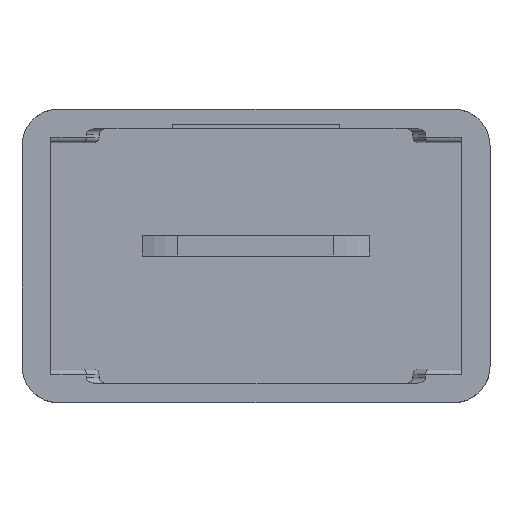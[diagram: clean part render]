
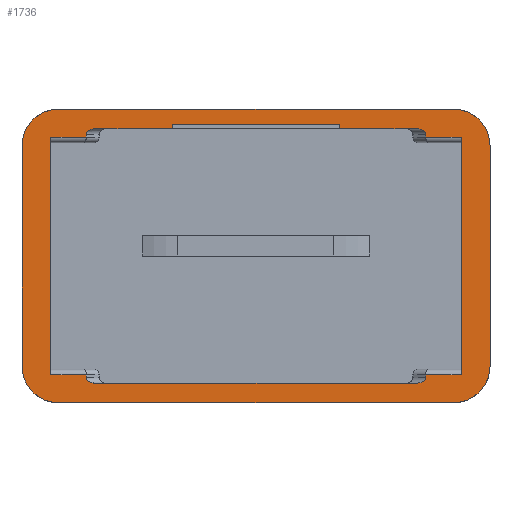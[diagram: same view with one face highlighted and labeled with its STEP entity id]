
A CAD part, top view. The second image highlights one B-rep face of the part: STEP entity #1736.
In plain terms, the highlighted planar face has unit normal (0, 0, 1).
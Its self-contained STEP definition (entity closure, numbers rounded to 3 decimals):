
#15=FACE_BOUND('',#309,.T.);
#62=ELLIPSE('',#1824,0.467,0.3);
#63=ELLIPSE('',#1826,0.467,0.3);
#73=ELLIPSE('',#1889,0.467,0.3);
#76=ELLIPSE('',#1897,0.467,0.3);
#121=PLANE('',#1898);
#206=FACE_OUTER_BOUND('',#308,.T.);
#308=EDGE_LOOP('',(#1446,#1447,#1448,#1449,#1450,#1451,#1452,#1453));
#309=EDGE_LOOP('',(#1454,#1455,#1456,#1457,#1458,#1459,#1460,#1461,#1462,
#1463,#1464,#1465,#1466,#1467,#1468,#1469,#1470,#1471,#1472,#1473));
#355=LINE('',#2740,#511);
#357=LINE('',#2753,#513);
#372=LINE('',#2797,#528);
#374=LINE('',#2801,#530);
#394=LINE('',#2848,#550);
#395=LINE('',#2851,#551);
#416=LINE('',#2899,#572);
#436=LINE('',#2947,#592);
#441=LINE('',#2960,#597);
#458=LINE('',#3000,#614);
#463=LINE('',#3010,#619);
#465=LINE('',#3015,#621);
#473=LINE('',#3043,#629);
#474=LINE('',#3047,#630);
#475=LINE('',#3050,#631);
#476=LINE('',#3052,#632);
#477=LINE('',#3053,#633);
#478=LINE('',#3054,#634);
#479=LINE('',#3056,#635);
#480=LINE('',#3057,#636);
#511=VECTOR('',#2027,10.);
#513=VECTOR('',#2043,10.);
#528=VECTOR('',#2082,10.);
#530=VECTOR('',#2086,10.);
#550=VECTOR('',#2130,10.);
#551=VECTOR('',#2133,10.);
#572=VECTOR('',#2180,10.);
#592=VECTOR('',#2222,10.);
#597=VECTOR('',#2233,10.);
#614=VECTOR('',#2272,10.);
#619=VECTOR('',#2281,10.);
#621=VECTOR('',#2285,10.);
#629=VECTOR('',#2317,10.);
#630=VECTOR('',#2320,10.);
#631=VECTOR('',#2323,10.);
#632=VECTOR('',#2324,10.);
#633=VECTOR('',#2325,10.);
#634=VECTOR('',#2326,10.);
#635=VECTOR('',#2327,10.);
#636=VECTOR('',#2328,10.);
#667=CIRCLE('',#1808,2.);
#668=CIRCLE('',#1810,2.);
#685=CIRCLE('',#1899,2.);
#686=CIRCLE('',#1900,2.);
#733=VERTEX_POINT('',#2727);
#734=VERTEX_POINT('',#2728);
#735=VERTEX_POINT('',#2733);
#736=VERTEX_POINT('',#2734);
#739=VERTEX_POINT('',#2751);
#740=VERTEX_POINT('',#2752);
#747=VERTEX_POINT('',#2769);
#748=VERTEX_POINT('',#2771);
#750=VERTEX_POINT('',#2776);
#751=VERTEX_POINT('',#2778);
#757=VERTEX_POINT('',#2796);
#758=VERTEX_POINT('',#2800);
#773=VERTEX_POINT('',#2846);
#774=VERTEX_POINT('',#2850);
#804=VERTEX_POINT('',#2942);
#805=VERTEX_POINT('',#2946);
#806=VERTEX_POINT('',#2950);
#822=VERTEX_POINT('',#2996);
#825=VERTEX_POINT('',#3008);
#826=VERTEX_POINT('',#3012);
#830=VERTEX_POINT('',#3023);
#834=VERTEX_POINT('',#3038);
#835=VERTEX_POINT('',#3042);
#836=VERTEX_POINT('',#3044);
#837=VERTEX_POINT('',#3046);
#838=VERTEX_POINT('',#3048);
#839=VERTEX_POINT('',#3051);
#840=VERTEX_POINT('',#3055);
#905=EDGE_CURVE('',#733,#734,#667,.T.);
#908=EDGE_CURVE('',#735,#736,#668,.T.);
#912=EDGE_CURVE('',#735,#734,#355,.T.);
#917=EDGE_CURVE('',#739,#740,#357,.T.);
#926=EDGE_CURVE('',#747,#748,#62,.T.);
#929=EDGE_CURVE('',#750,#751,#63,.T.);
#938=EDGE_CURVE('',#751,#757,#372,.T.);
#940=EDGE_CURVE('',#757,#758,#374,.T.);
#964=EDGE_CURVE('',#747,#773,#394,.T.);
#965=EDGE_CURVE('',#773,#774,#395,.T.);
#990=EDGE_CURVE('',#774,#758,#416,.T.);
#1013=EDGE_CURVE('',#804,#805,#436,.T.);
#1020=EDGE_CURVE('',#806,#805,#441,.T.);
#1040=EDGE_CURVE('',#822,#806,#458,.T.);
#1045=EDGE_CURVE('',#825,#822,#463,.T.);
#1047=EDGE_CURVE('',#826,#804,#465,.T.);
#1052=EDGE_CURVE('',#830,#826,#73,.T.);
#1059=EDGE_CURVE('',#825,#834,#76,.T.);
#1061=EDGE_CURVE('',#733,#835,#473,.T.);
#1062=EDGE_CURVE('',#836,#835,#685,.T.);
#1063=EDGE_CURVE('',#836,#837,#474,.T.);
#1064=EDGE_CURVE('',#838,#837,#686,.T.);
#1065=EDGE_CURVE('',#838,#736,#475,.T.);
#1066=EDGE_CURVE('',#839,#739,#476,.T.);
#1067=EDGE_CURVE('',#740,#748,#477,.T.);
#1068=EDGE_CURVE('',#750,#834,#478,.T.);
#1069=EDGE_CURVE('',#830,#840,#479,.T.);
#1070=EDGE_CURVE('',#840,#839,#480,.T.);
#1446=ORIENTED_EDGE('',*,*,#1061,.T.);
#1447=ORIENTED_EDGE('',*,*,#1062,.F.);
#1448=ORIENTED_EDGE('',*,*,#1063,.T.);
#1449=ORIENTED_EDGE('',*,*,#1064,.F.);
#1450=ORIENTED_EDGE('',*,*,#1065,.T.);
#1451=ORIENTED_EDGE('',*,*,#908,.F.);
#1452=ORIENTED_EDGE('',*,*,#912,.T.);
#1453=ORIENTED_EDGE('',*,*,#905,.F.);
#1454=ORIENTED_EDGE('',*,*,#1066,.T.);
#1455=ORIENTED_EDGE('',*,*,#917,.T.);
#1456=ORIENTED_EDGE('',*,*,#1067,.T.);
#1457=ORIENTED_EDGE('',*,*,#926,.F.);
#1458=ORIENTED_EDGE('',*,*,#964,.T.);
#1459=ORIENTED_EDGE('',*,*,#965,.T.);
#1460=ORIENTED_EDGE('',*,*,#990,.T.);
#1461=ORIENTED_EDGE('',*,*,#940,.F.);
#1462=ORIENTED_EDGE('',*,*,#938,.F.);
#1463=ORIENTED_EDGE('',*,*,#929,.F.);
#1464=ORIENTED_EDGE('',*,*,#1068,.T.);
#1465=ORIENTED_EDGE('',*,*,#1059,.F.);
#1466=ORIENTED_EDGE('',*,*,#1045,.T.);
#1467=ORIENTED_EDGE('',*,*,#1040,.T.);
#1468=ORIENTED_EDGE('',*,*,#1020,.T.);
#1469=ORIENTED_EDGE('',*,*,#1013,.F.);
#1470=ORIENTED_EDGE('',*,*,#1047,.F.);
#1471=ORIENTED_EDGE('',*,*,#1052,.F.);
#1472=ORIENTED_EDGE('',*,*,#1069,.T.);
#1473=ORIENTED_EDGE('',*,*,#1070,.T.);
#1736=ADVANCED_FACE('',(#206,#15),#121,.F.);
#1808=AXIS2_PLACEMENT_3D('',#2729,#2013,#2014);
#1810=AXIS2_PLACEMENT_3D('',#2735,#2019,#2020);
#1824=AXIS2_PLACEMENT_3D('',#2772,#2058,#2059);
#1826=AXIS2_PLACEMENT_3D('',#2779,#2064,#2065);
#1889=AXIS2_PLACEMENT_3D('',#3025,#2294,#2295);
#1897=AXIS2_PLACEMENT_3D('',#3039,#2312,#2313);
#1898=AXIS2_PLACEMENT_3D('',#3041,#2315,#2316);
#1899=AXIS2_PLACEMENT_3D('',#3045,#2318,#2319);
#1900=AXIS2_PLACEMENT_3D('',#3049,#2321,#2322);
#2013=DIRECTION('center_axis',(0.,0.,-1.));
#2014=DIRECTION('ref_axis',(0.707,0.707,0.));
#2019=DIRECTION('center_axis',(0.,0.,-1.));
#2020=DIRECTION('ref_axis',(0.707,-0.707,0.));
#2027=DIRECTION('',(0.,1.,0.));
#2043=DIRECTION('',(0.,-1.,0.));
#2058=DIRECTION('center_axis',(0.,0.,1.));
#2059=DIRECTION('ref_axis',(1.,0.,0.));
#2064=DIRECTION('center_axis',(0.,0.,1.));
#2065=DIRECTION('ref_axis',(1.,0.,0.));
#2082=DIRECTION('',(0.,1.,0.));
#2086=DIRECTION('',(1.,0.,0.));
#2130=DIRECTION('',(0.,-1.,0.));
#2133=DIRECTION('',(1.,0.,0.));
#2180=DIRECTION('',(0.,-1.,0.));
#2222=DIRECTION('',(-1.,0.,0.));
#2233=DIRECTION('',(0.,1.,0.));
#2272=DIRECTION('',(-1.,0.,0.));
#2281=DIRECTION('',(0.,1.,0.));
#2285=DIRECTION('',(0.,-1.,0.));
#2294=DIRECTION('center_axis',(0.,0.,1.));
#2295=DIRECTION('ref_axis',(-1.,0.,0.));
#2312=DIRECTION('center_axis',(0.,0.,1.));
#2313=DIRECTION('ref_axis',(-1.,0.,0.));
#2315=DIRECTION('center_axis',(0.,0.,-1.));
#2316=DIRECTION('ref_axis',(-1.,0.,0.));
#2317=DIRECTION('',(-1.,0.,0.));
#2318=DIRECTION('center_axis',(0.,0.,-1.));
#2319=DIRECTION('ref_axis',(-0.707,0.707,0.));
#2320=DIRECTION('',(0.,-1.,0.));
#2321=DIRECTION('center_axis',(0.,0.,-1.));
#2322=DIRECTION('ref_axis',(-0.707,-0.707,0.));
#2323=DIRECTION('',(1.,0.,0.));
#2324=DIRECTION('',(1.,0.,0.));
#2325=DIRECTION('',(1.,0.,0.));
#2326=DIRECTION('',(-1.,0.,0.));
#2327=DIRECTION('',(1.,0.,0.));
#2328=DIRECTION('',(0.,1.,0.));
#2727=CARTESIAN_POINT('',(6.5,8.,1.9));
#2728=CARTESIAN_POINT('',(8.5,6.,1.9));
#2729=CARTESIAN_POINT('Origin',(6.5,6.,1.9));
#2733=CARTESIAN_POINT('',(8.5,-6.,1.9));
#2734=CARTESIAN_POINT('',(6.5,-8.,1.9));
#2735=CARTESIAN_POINT('Origin',(6.5,-6.,1.9));
#2740=CARTESIAN_POINT('',(8.5,-8.,1.9));
#2751=CARTESIAN_POINT('',(0.3,7.175,1.9));
#2752=CARTESIAN_POINT('',(0.3,6.925,1.9));
#2753=CARTESIAN_POINT('',(0.3,3.587,1.9));
#2769=CARTESIAN_POINT('',(5.,6.625,1.9));
#2771=CARTESIAN_POINT('',(4.533,6.925,1.9));
#2772=CARTESIAN_POINT('Origin',(4.533,6.625,1.9));
#2776=CARTESIAN_POINT('',(4.533,-6.925,1.9));
#2778=CARTESIAN_POINT('',(5.,-6.625,1.9));
#2779=CARTESIAN_POINT('Origin',(4.533,-6.625,1.9));
#2796=CARTESIAN_POINT('',(5.,-6.475,1.9));
#2797=CARTESIAN_POINT('',(5.,-6.925,1.9));
#2800=CARTESIAN_POINT('',(6.925,-6.475,1.9));
#2801=CARTESIAN_POINT('',(0.,-6.475,1.9));
#2846=CARTESIAN_POINT('',(5.,6.475,1.9));
#2848=CARTESIAN_POINT('',(5.,6.925,1.9));
#2850=CARTESIAN_POINT('',(6.925,6.475,1.9));
#2851=CARTESIAN_POINT('',(0.,6.475,1.9));
#2899=CARTESIAN_POINT('',(6.925,3.462,1.9));
#2942=CARTESIAN_POINT('',(-13.5,6.475,1.9));
#2946=CARTESIAN_POINT('',(-15.425,6.475,1.9));
#2947=CARTESIAN_POINT('',(-8.5,6.475,1.9));
#2950=CARTESIAN_POINT('',(-15.425,-6.475,1.9));
#2960=CARTESIAN_POINT('',(-15.425,-3.463,1.9));
#2996=CARTESIAN_POINT('',(-13.5,-6.475,1.9));
#3000=CARTESIAN_POINT('',(-8.5,-6.475,1.9));
#3008=CARTESIAN_POINT('',(-13.5,-6.625,1.9));
#3010=CARTESIAN_POINT('',(-13.5,-6.925,1.9));
#3012=CARTESIAN_POINT('',(-13.5,6.625,1.9));
#3015=CARTESIAN_POINT('',(-13.5,6.925,1.9));
#3023=CARTESIAN_POINT('',(-13.033,6.925,1.9));
#3025=CARTESIAN_POINT('Origin',(-13.033,6.625,1.9));
#3038=CARTESIAN_POINT('',(-13.033,-6.925,1.9));
#3039=CARTESIAN_POINT('Origin',(-13.033,-6.625,1.9));
#3041=CARTESIAN_POINT('Origin',(-8.5,0.,
1.9));
#3042=CARTESIAN_POINT('',(-15.,8.,1.9));
#3043=CARTESIAN_POINT('',(8.5,8.,1.9));
#3044=CARTESIAN_POINT('',(-17.,6.,1.9));
#3045=CARTESIAN_POINT('Origin',(-15.,6.,1.9));
#3046=CARTESIAN_POINT('',(-17.,-6.,1.9));
#3047=CARTESIAN_POINT('',(-17.,8.,1.9));
#3048=CARTESIAN_POINT('',(-15.,-8.,1.9));
#3049=CARTESIAN_POINT('Origin',(-15.,-6.,1.9));
#3050=CARTESIAN_POINT('',(-17.,-8.,1.9));
#3051=CARTESIAN_POINT('',(-8.8,7.175,1.9));
#3052=CARTESIAN_POINT('',(-0.15,7.175,1.9));
#3053=CARTESIAN_POINT('',(-3.462,6.925,1.9));
#3054=CARTESIAN_POINT('',(-5.037,-6.925,1.9));
#3055=CARTESIAN_POINT('',(-8.8,6.925,1.9));
#3056=CARTESIAN_POINT('',(-11.962,6.925,1.9));
#3057=CARTESIAN_POINT('',(-8.8,3.462,1.9));
